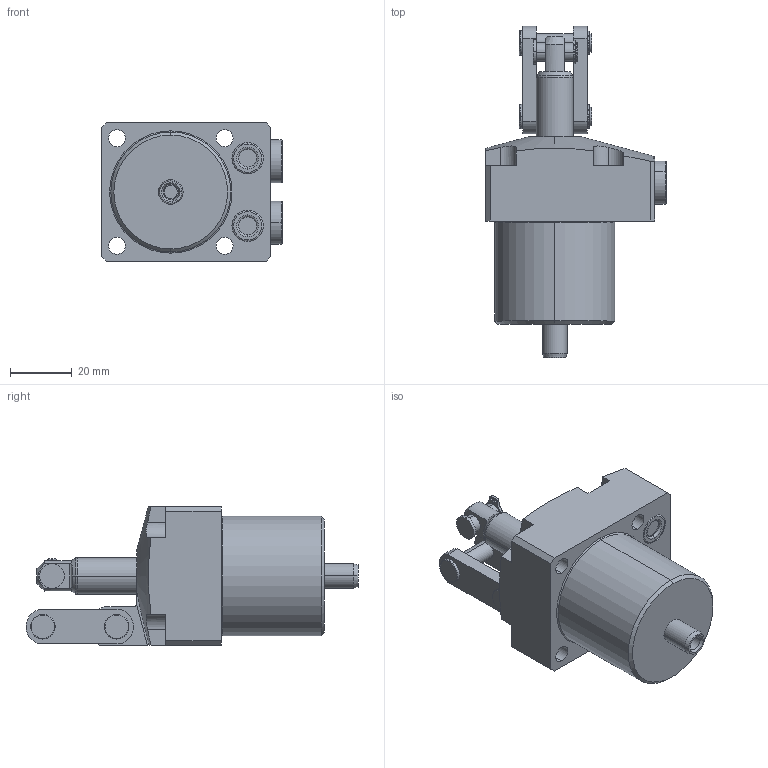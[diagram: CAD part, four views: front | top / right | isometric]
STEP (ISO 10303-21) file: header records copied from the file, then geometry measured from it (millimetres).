
FILE_DESCRIPTION (( 'STEP AP203' ), '1' );
FILE_NAME ('CLU02-RE.step', '2014-10-03T01:51:54', ( 'pascal' ), ( 'Hewlett-Packard Company' ), 'SwSTEP 2.0', 'SolidWorks 2012', '' );
FILE_SCHEMA (( 'CONFIG_CONTROL_DESIGN' ));
Length unit declared in the file: millimetre
Products named in the file (5): CLU02-RE_BODY; CLU02-RE; CLU02-E_PLUG; CLU02-E_LINK; CLU02-E_ROD
Assembly tree (5 placements, depth 2):
  CLU02-RE
    CLU02-RE_BODY
    CLU02-E_ROD
    CLU02-E_LINK
    CLU02-E_PLUG  x2
Bounding box: 58.8 x 107.98 x 45 mm (x, y, z)
Volume: 105280.5 mm3; surface area: 26157.6 mm2
Topology: 5 solids, 7 shells, 306 faces, 728 edges, 462 vertices
Faces by surface type: cylinder 126, plane 122, torus 34, cone 24
Entity records: 9131 total; most frequent: CARTESIAN_POINT 1715, DIRECTION 1550, ORIENTED_EDGE 1364, EDGE_CURVE 682, AXIS2_PLACEMENT_3D 621, VERTEX_POINT 434, EDGE_LOOP 330, CIRCLE 329
